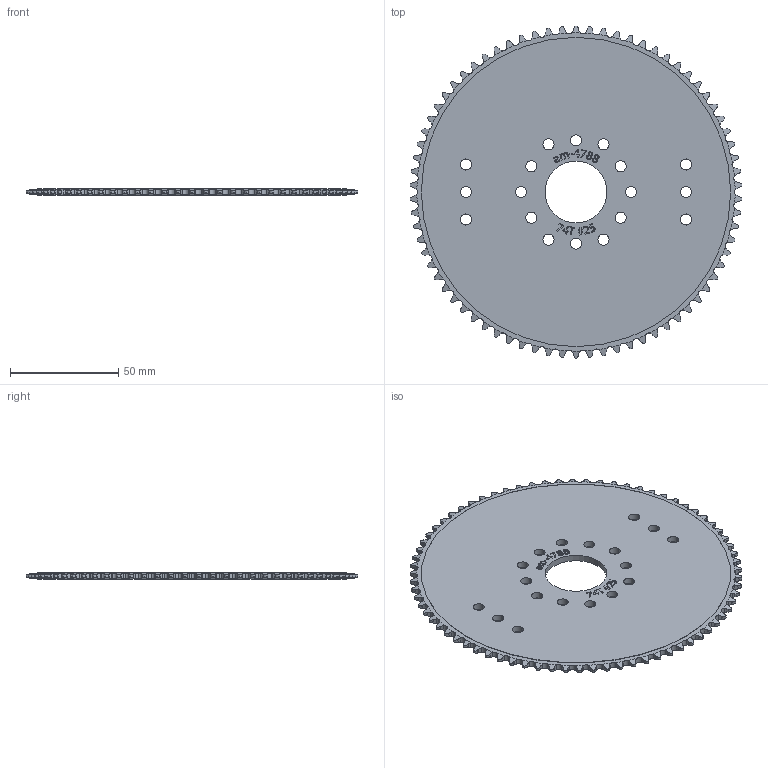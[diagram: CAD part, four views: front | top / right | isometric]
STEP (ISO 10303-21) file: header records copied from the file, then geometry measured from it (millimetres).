
FILE_DESCRIPTION (( 'STEP AP203' ), '1' );
FILE_NAME ('am-4788 74 25 Chain 1125in Plate.STEP', '2022-08-02T13:50:19', ( '' ), ( '' ), 'SwSTEP 2.0', 'SolidWorks 2022', '' );
FILE_SCHEMA (( 'CONFIG_CONTROL_DESIGN' ));
Length unit declared in the file: inch
Products named in the file (1): am-4788 74 25 Chain 1125in Plate
Bounding box: 153.21 x 153.32 x 3 mm (x, y, z)
Volume: 48592.5 mm3; surface area: 35823.8 mm2
Topology: 1 solids, 1 shells, 1059 faces, 3102 edges, 2068 vertices
Faces by surface type: cylinder 527, plane 309, cone 148, bspline 75
Entity records: 40275 total; most frequent: CARTESIAN_POINT 14413, ORIENTED_EDGE 6204, DIRECTION 4244, EDGE_CURVE 3102, VERTEX_POINT 2068, AXIS2_PLACEMENT_3D 1543, B_SPLINE_CURVE_WITH_KNOTS 1386, VECTOR 1158
